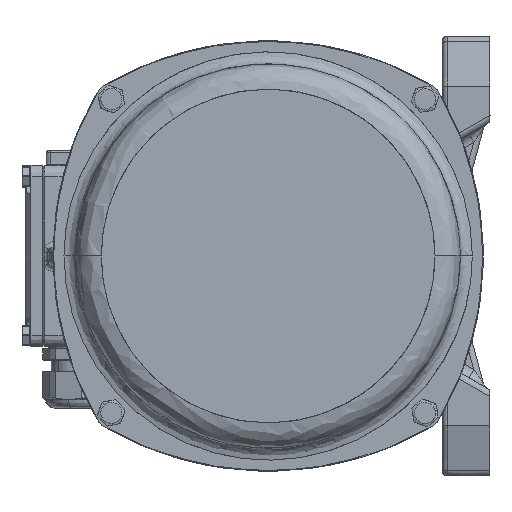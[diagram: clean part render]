
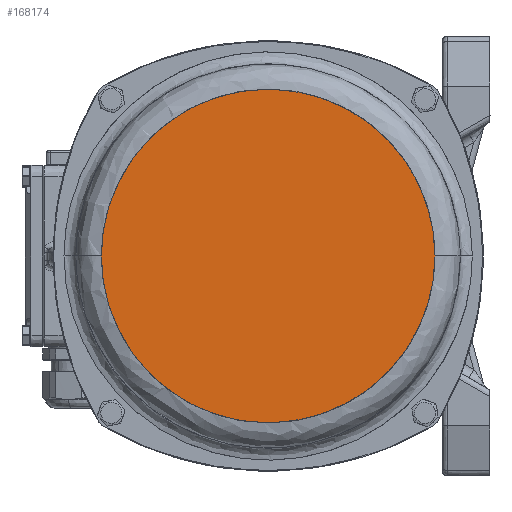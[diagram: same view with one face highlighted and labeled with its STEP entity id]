
A CAD part, left-side view. The second image highlights one B-rep face of the part: STEP entity #168174.
In plain terms, the highlighted planar face has unit normal (-1, 0, 0).
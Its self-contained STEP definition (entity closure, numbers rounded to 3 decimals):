
#485 = CARTESIAN_POINT ( 'NONE',  ( -258.907, 781.041, 17.355 ) ) ;
#5758 = EDGE_LOOP ( 'NONE', ( #6604, #44455 ) ) ;
#5781 = CARTESIAN_POINT ( 'NONE',  ( -258.907, 669.045, -98.206 ) ) ;
#6604 = ORIENTED_EDGE ( 'NONE', *, *, #102408, .F. ) ;
#8587 = CARTESIAN_POINT ( 'NONE',  ( -258.907, 830.912, -98.044 ) ) ;
#9675 = CARTESIAN_POINT ( 'NONE',  ( -258.907, 837.143, -73.168 ) ) ;
#11253 = CARTESIAN_POINT ( 'NONE',  ( -258.907, 826.635, -22.117 ) ) ;
#13472 = CARTESIAN_POINT ( 'NONE',  ( -258.907, 837.424, -61.747 ) ) ;
#19887 = CARTESIAN_POINT ( 'NONE',  ( -258.907, 781.041, -146.558 ) ) ;
#21552 = CARTESIAN_POINT ( 'NONE',  ( -258.907, 837.424, -64.601 ) ) ;
#22673 = CARTESIAN_POINT ( 'NONE',  ( -258.907, 826.635, -107.086 ) ) ;
#24261 = CARTESIAN_POINT ( 'NONE',  ( -258.907, 813.025, -3.765 ) ) ;
#24701 = CARTESIAN_POINT ( 'NONE',  ( -258.907, 662.924, -64.601 ) ) ;
#25932 = CARTESIAN_POINT ( 'NONE',  ( -258.907, 677.16, -15.815 ) ) ;
#27881 = FACE_OUTER_BOUND ( 'NONE', #5758, .T. ) ;
#31361 = CARTESIAN_POINT ( 'NONE',  ( -258.907, 837.424, -64.601 ) ) ;
#36793 = CARTESIAN_POINT ( 'NONE',  ( -258.907, 688.081, -2.509 ) ) ;
#37150 = DIRECTION ( 'NONE',  ( 0., 0., -1. ) ) ;
#37899 = CARTESIAN_POINT ( 'NONE',  ( -258.907, 820.507, -12.438 ) ) ;
#44455 = ORIENTED_EDGE ( 'NONE', *, *, #145318, .F. ) ;
#45464 = CARTESIAN_POINT ( 'NONE',  ( -258.907, 662.924, -70.312 ) ) ;
#50962 = CARTESIAN_POINT ( 'NONE',  ( -258.907, 805.614, 2.952 ) ) ;
#56472 = B_SPLINE_CURVE_WITH_KNOTS ( 'NONE', 3,
 ( #166778, #13472, #129186, #153667, #88939, #64558, #11253, #37899, #24261, #50962, #129732, #141706, #485, #154785, #77005, #114485, #103640, #77578, #36793, #25932, #127540, #68468, #95610, #85977 ),
 .UNSPECIFIED., .F., .F.,
 ( 4, 1, 1, 1, 1, 1, 1, 1, 1, 1, 1, 1, 1, 1, 1, 1, 1, 1, 1, 1, 1, 4 ),
 ( 0., 0.031, 0.063, 0.094, 0.125, 0.156, 0.203, 0.25, 0.281, 0.313, 0.344, 0.375, 0.438, 0.5, 0.563, 0.625, 0.688, 0.75, 0.813, 0.875, 0.938, 1. ),
 .UNSPECIFIED. ) ;
#57358 = CARTESIAN_POINT ( 'NONE',  ( -258.907, 664.048, -81.733 ) ) ;
#59057 = CARTESIAN_POINT ( 'NONE',  ( -258.907, 798.725, -137.264 ) ) ;
#64558 = CARTESIAN_POINT ( 'NONE',  ( -258.907, 830.912, -31.158 ) ) ;
#68468 = CARTESIAN_POINT ( 'NONE',  ( -258.907, 664.048, -47.47 ) ) ;
#69003 = AXIS2_PLACEMENT_3D ( 'NONE', #125671, #138705, #37150 ) ;
#71540 = CARTESIAN_POINT ( 'NONE',  ( -258.907, 677.16, -113.387 ) ) ;
#72092 = CARTESIAN_POINT ( 'NONE',  ( -258.907, 813.025, -125.438 ) ) ;
#74877 = CARTESIAN_POINT ( 'NONE',  ( -258.907, 835.885, -81.65 ) ) ;
#77005 = CARTESIAN_POINT ( 'NONE',  ( -258.907, 750.174, 23.211 ) ) ;
#77578 = CARTESIAN_POINT ( 'NONE',  ( -258.907, 701.388, 8.412 ) ) ;
#84010 = CARTESIAN_POINT ( 'NONE',  ( -258.907, 733.042, -150.727 ) ) ;
#85977 = CARTESIAN_POINT ( 'NONE',  ( -258.907, 662.924, -64.601 ) ) ;
#87915 = CARTESIAN_POINT ( 'NONE',  ( -258.907, 837.424, -67.456 ) ) ;
#88939 = CARTESIAN_POINT ( 'NONE',  ( -258.907, 833.801, -39.233 ) ) ;
#95610 = CARTESIAN_POINT ( 'NONE',  ( -258.907, 662.924, -58.891 ) ) ;
#96467 = CARTESIAN_POINT ( 'NONE',  ( -258.907, 688.081, -126.694 ) ) ;
#97602 = CARTESIAN_POINT ( 'NONE',  ( -258.907, 767.303, -150.728 ) ) ;
#98719 = CARTESIAN_POINT ( 'NONE',  ( -258.907, 833.801, -89.969 ) ) ;
#102408 = EDGE_CURVE ( 'NONE', #133478, #154614, #134155, .T. ) ;
#103640 = CARTESIAN_POINT ( 'NONE',  ( -258.907, 716.569, 16.527 ) ) ;
#109504 = CARTESIAN_POINT ( 'NONE',  ( -258.907, 662.924, -64.601 ) ) ;
#114485 = CARTESIAN_POINT ( 'NONE',  ( -258.907, 733.042, 21.524 ) ) ;
#125671 = CARTESIAN_POINT ( 'NONE',  ( -258.907, 837.425, 22.65 ) ) ;
#127540 = CARTESIAN_POINT ( 'NONE',  ( -258.907, 669.045, -30.997 ) ) ;
#129186 = CARTESIAN_POINT ( 'NONE',  ( -258.907, 837.143, -56.035 ) ) ;
#129732 = CARTESIAN_POINT ( 'NONE',  ( -258.907, 798.725, 8.061 ) ) ;
#133478 = VERTEX_POINT ( 'NONE', #24701 ) ;
#134155 = B_SPLINE_CURVE_WITH_KNOTS ( 'NONE', 3,
 ( #109504, #45464, #57358, #5781, #71540, #96467, #135626, #148697, #84010, #162361, #97602, #19887, #136761, #59057, #149826, #72092, #138986, #22673, #8587, #98719, #74877, #9675, #87915, #21552 ),
 .UNSPECIFIED., .F., .F.,
 ( 4, 1, 1, 1, 1, 1, 1, 1, 1, 1, 1, 1, 1, 1, 1, 1, 1, 1, 1, 1, 1, 4 ),
 ( 0., 0.062, 0.125, 0.187, 0.25, 0.312, 0.375, 0.437, 0.5, 0.562, 0.625, 0.656, 0.687, 0.719, 0.75, 0.797, 0.844, 0.875, 0.906, 0.937, 0.969, 1. ),
 .UNSPECIFIED. ) ;
#135626 = CARTESIAN_POINT ( 'NONE',  ( -258.907, 701.388, -137.615 ) ) ;
#136761 = CARTESIAN_POINT ( 'NONE',  ( -258.907, 791.369, -141.673 ) ) ;
#138705 = DIRECTION ( 'NONE',  ( -1., 0., 0. ) ) ;
#138986 = CARTESIAN_POINT ( 'NONE',  ( -258.907, 820.507, -116.765 ) ) ;
#141706 = CARTESIAN_POINT ( 'NONE',  ( -258.907, 791.369, 12.47 ) ) ;
#145318 = EDGE_CURVE ( 'NONE', #154614, #133478, #56472, .T. ) ;
#148697 = CARTESIAN_POINT ( 'NONE',  ( -258.907, 716.569, -145.73 ) ) ;
#149826 = CARTESIAN_POINT ( 'NONE',  ( -258.907, 805.614, -132.155 ) ) ;
#152913 = PLANE ( 'NONE',  #69003 ) ;
#153667 = CARTESIAN_POINT ( 'NONE',  ( -258.907, 835.885, -47.553 ) ) ;
#154614 = VERTEX_POINT ( 'NONE', #31361 ) ;
#154785 = CARTESIAN_POINT ( 'NONE',  ( -258.907, 767.303, 21.525 ) ) ;
#162361 = CARTESIAN_POINT ( 'NONE',  ( -258.907, 750.174, -152.414 ) ) ;
#166778 = CARTESIAN_POINT ( 'NONE',  ( -258.907, 837.424, -64.601 ) ) ;
#168174 = ADVANCED_FACE ( 'NONE', ( #27881 ), #152913, .T. ) ;
